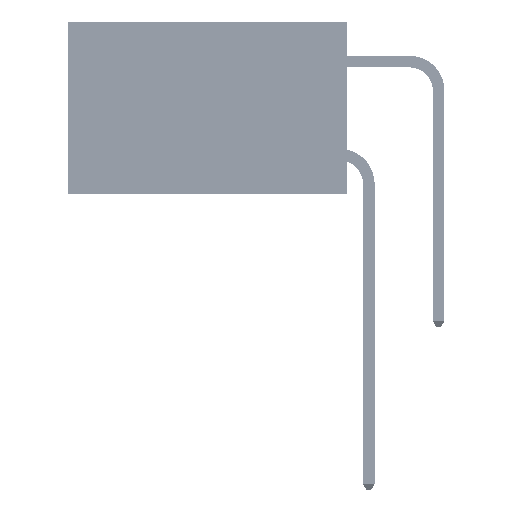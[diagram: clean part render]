
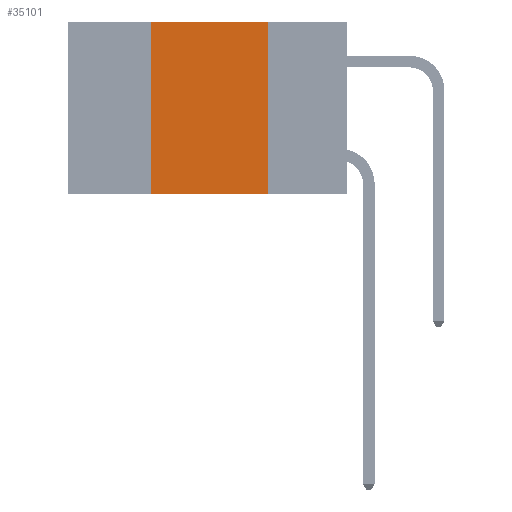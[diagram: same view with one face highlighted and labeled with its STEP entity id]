
A CAD part, left-side view. The second image highlights one B-rep face of the part: STEP entity #35101.
In plain terms, the highlighted planar face has unit normal (-1, 0, 0).
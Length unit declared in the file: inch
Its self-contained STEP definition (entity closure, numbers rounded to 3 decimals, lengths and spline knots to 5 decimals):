
#319 = EDGE_CURVE ( 'NONE', #21632, #52120, #6613, .T. ) ;
#1291 = EDGE_CURVE ( 'NONE', #21632, #6834, #1645, .T. ) ;
#1645 = LINE ( 'NONE', #47653, #43295 ) ;
#3758 = CARTESIAN_POINT ( 'NONE',  ( 0., 0.17, -0.37 ) ) ;
#6613 = LINE ( 'NONE', #25175, #13262 ) ;
#6834 = VERTEX_POINT ( 'NONE', #43076 ) ;
#12486 = FACE_OUTER_BOUND ( 'NONE', #30863, .T. ) ;
#12749 = ORIENTED_EDGE ( 'NONE', *, *, #1291, .F. ) ;
#13262 = VECTOR ( 'NONE', #42079, 39.37008 ) ;
#13882 = EDGE_CURVE ( 'NONE', #6834, #16586, #21178, .T. ) ;
#15547 = CARTESIAN_POINT ( 'NONE',  ( 0., 0.17, 0. ) ) ;
#16103 = LINE ( 'NONE', #15547, #30558 ) ;
#16586 = VERTEX_POINT ( 'NONE', #16761 ) ;
#16761 = CARTESIAN_POINT ( 'NONE',  ( 0., 0.17, 0. ) ) ;
#18828 = DIRECTION ( 'NONE',  ( 0., 0., 1. ) ) ;
#19462 = AXIS2_PLACEMENT_3D ( 'NONE', #33804, #25493, #25771 ) ;
#20741 = EDGE_CURVE ( 'NONE', #16586, #52120, #16103, .T. ) ;
#21178 = LINE ( 'NONE', #33368, #23652 ) ;
#21632 = VERTEX_POINT ( 'NONE', #24484 ) ;
#23652 = VECTOR ( 'NONE', #42515, 39.37008 ) ;
#24484 = CARTESIAN_POINT ( 'NONE',  ( 0., 0.42, -0.37 ) ) ;
#24621 = ORIENTED_EDGE ( 'NONE', *, *, #13882, .F. ) ;
#25175 = CARTESIAN_POINT ( 'NONE',  ( 0., 0.6, -0.37 ) ) ;
#25493 = DIRECTION ( 'NONE',  ( 1., 0., 0. ) ) ;
#25771 = DIRECTION ( 'NONE',  ( 0., 0., -1. ) ) ;
#27257 = ORIENTED_EDGE ( 'NONE', *, *, #20741, .F. ) ;
#30558 = VECTOR ( 'NONE', #40484, 39.37008 ) ;
#30863 = EDGE_LOOP ( 'NONE', ( #27257, #24621, #12749, #50580 ) ) ;
#33368 = CARTESIAN_POINT ( 'NONE',  ( 0., 0.6, 0. ) ) ;
#33804 = CARTESIAN_POINT ( 'NONE',  ( 0., 0.6, 0. ) ) ;
#35101 = ADVANCED_FACE ( 'NONE', ( #12486 ), #38779, .F. ) ;
#38779 = PLANE ( 'NONE',  #19462 ) ;
#40484 = DIRECTION ( 'NONE',  ( 0., 0., -1. ) ) ;
#42079 = DIRECTION ( 'NONE',  ( 0., -1., 0. ) ) ;
#42515 = DIRECTION ( 'NONE',  ( 0., -1., 0. ) ) ;
#43076 = CARTESIAN_POINT ( 'NONE',  ( 0., 0.42, 0. ) ) ;
#43295 = VECTOR ( 'NONE', #18828, 39.37008 ) ;
#47653 = CARTESIAN_POINT ( 'NONE',  ( 0., 0.42, 0. ) ) ;
#50580 = ORIENTED_EDGE ( 'NONE', *, *, #319, .T. ) ;
#52120 = VERTEX_POINT ( 'NONE', #3758 ) ;
